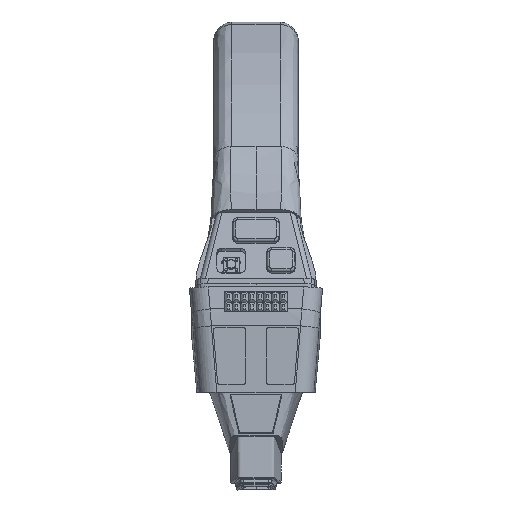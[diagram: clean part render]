
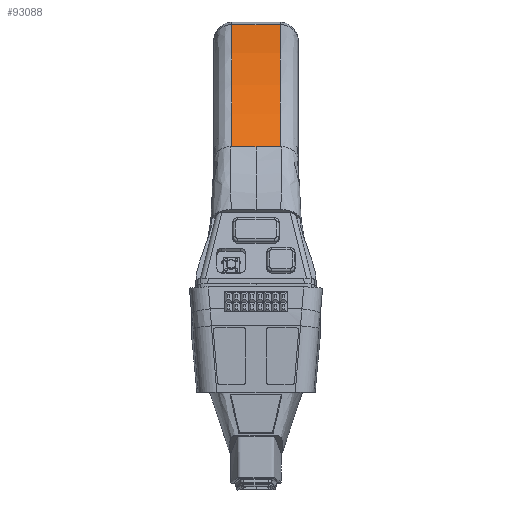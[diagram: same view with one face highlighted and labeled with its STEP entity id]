
A CAD part, top view. The second image highlights one B-rep face of the part: STEP entity #93088.
In plain terms, the highlighted free-form (B-spline) face has degree [3, 1] with [4, 2] control points.
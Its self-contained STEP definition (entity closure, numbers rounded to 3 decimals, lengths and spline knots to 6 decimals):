
#1316=B_SPLINE_SURFACE_WITH_KNOTS('',3,1,((#133268,#133269),(#133270,#133271),
(#133272,#133273),(#133274,#133275)),.SURF_OF_LINEAR_EXTRUSION.,.F.,.F.,
 .F.,(4,4),(2,2),(0.,1.),(0.,1.),.PIECEWISE_BEZIER_KNOTS.);
#3954=LINE('',#133170,#14969);
#3968=LINE('',#133259,#14983);
#3969=LINE('',#133284,#14984);
#14969=VECTOR('',#105860,1.);
#14983=VECTOR('',#105894,1.);
#14984=VECTOR('',#105895,1.);
#26207=ORIENTED_EDGE('',*,*,#54175,.F.);
#26208=ORIENTED_EDGE('',*,*,#54177,.T.);
#26209=ORIENTED_EDGE('',*,*,#54149,.F.);
#26210=ORIENTED_EDGE('',*,*,#54178,.T.);
#26211=ORIENTED_EDGE('',*,*,#54179,.F.);
#54149=EDGE_CURVE('',#68143,#68144,#3954,.T.);
#54175=EDGE_CURVE('',#68161,#68162,#3968,.T.);
#54177=EDGE_CURVE('',#68161,#68144,#77136,.T.);
#54178=EDGE_CURVE('',#68143,#68163,#3969,.T.);
#54179=EDGE_CURVE('',#68162,#68163,#77137,.T.);
#68143=VERTEX_POINT('',#133169);
#68144=VERTEX_POINT('',#133171);
#68161=VERTEX_POINT('',#133258);
#68162=VERTEX_POINT('',#133260);
#68163=VERTEX_POINT('',#133285);
#77136=B_SPLINE_CURVE_WITH_KNOTS('',3,(#133276,#133277,#133278,#133279,
#133280,#133281,#133282,#133283),.UNSPECIFIED.,.F.,.F.,(4,1,1,1,1,4),(0.,
0.020299,0.040598,0.050747,0.060896,
0.081195),.UNSPECIFIED.);
#77137=B_SPLINE_CURVE_WITH_KNOTS('',3,(#133286,#133287,#133288,#133289,
#133290,#133291,#133292,#133293),.UNSPECIFIED.,.F.,.F.,(4,1,1,1,1,4),(0.,
0.020299,0.040598,0.050747,0.060896,
0.081195),.UNSPECIFIED.);
#77809=EDGE_LOOP('',(#26207,#26208,#26209,#26210,#26211));
#83584=FACE_BOUND('',#77809,.T.);
#93088=ADVANCED_FACE('',(#83584),#1316,.F.);
#105860=DIRECTION('',(-1.,0.,0.));
#105894=DIRECTION('',(1.,0.,0.));
#105895=DIRECTION('',(1.,0.,0.));
#133169=CARTESIAN_POINT('',(0.,0.093617,-0.016111));
#133170=CARTESIAN_POINT('',(-0.0049,0.093617,-0.016111));
#133171=CARTESIAN_POINT('',(-0.009307,0.093617,-0.016111));
#133258=CARTESIAN_POINT('',(-0.009307,0.140391,-0.081763));
#133259=CARTESIAN_POINT('',(-0.016109,0.140391,-0.081763));
#133260=CARTESIAN_POINT('',(0.009307,0.140391,-0.081763));
#133268=CARTESIAN_POINT('',(-0.009307,0.093617,-0.016111));
#133269=CARTESIAN_POINT('',(0.009307,0.093617,-0.016111));
#133270=CARTESIAN_POINT('',(-0.009307,0.108592,-0.030111));
#133271=CARTESIAN_POINT('',(0.009307,0.108592,-0.030111));
#133272=CARTESIAN_POINT('',(-0.009307,0.125694,-0.047263));
#133273=CARTESIAN_POINT('',(0.009307,0.125694,-0.047263));
#133274=CARTESIAN_POINT('',(-0.009307,0.140391,-0.081763));
#133275=CARTESIAN_POINT('',(0.009307,0.140391,-0.081763));
#133276=CARTESIAN_POINT('',(-0.009307,0.140391,-0.081763));
#133277=CARTESIAN_POINT('',(-0.009307,0.137732,-0.075522));
#133278=CARTESIAN_POINT('',(-0.009307,0.131898,-0.063314));
#133279=CARTESIAN_POINT('',(-0.009307,0.122939,-0.048866));
#133280=CARTESIAN_POINT('',(-0.009307,0.114753,-0.038102));
#133281=CARTESIAN_POINT('',(-0.009307,0.105874,-0.027824));
#133282=CARTESIAN_POINT('',(-0.009307,0.098572,-0.020743));
#133283=CARTESIAN_POINT('',(-0.009307,0.093617,-0.016111));
#133284=CARTESIAN_POINT('',(0.0049,0.093617,-0.016111));
#133285=CARTESIAN_POINT('',(0.009307,0.093617,-0.016111));
#133286=CARTESIAN_POINT('',(0.009307,0.140391,-0.081763));
#133287=CARTESIAN_POINT('',(0.009307,0.137732,-0.075522));
#133288=CARTESIAN_POINT('',(0.009307,0.131898,-0.063314));
#133289=CARTESIAN_POINT('',(0.009307,0.122939,-0.048866));
#133290=CARTESIAN_POINT('',(0.009307,0.114753,-0.038102));
#133291=CARTESIAN_POINT('',(0.009307,0.105874,-0.027824));
#133292=CARTESIAN_POINT('',(0.009307,0.098572,-0.020743));
#133293=CARTESIAN_POINT('',(0.009307,0.093617,-0.016111));
